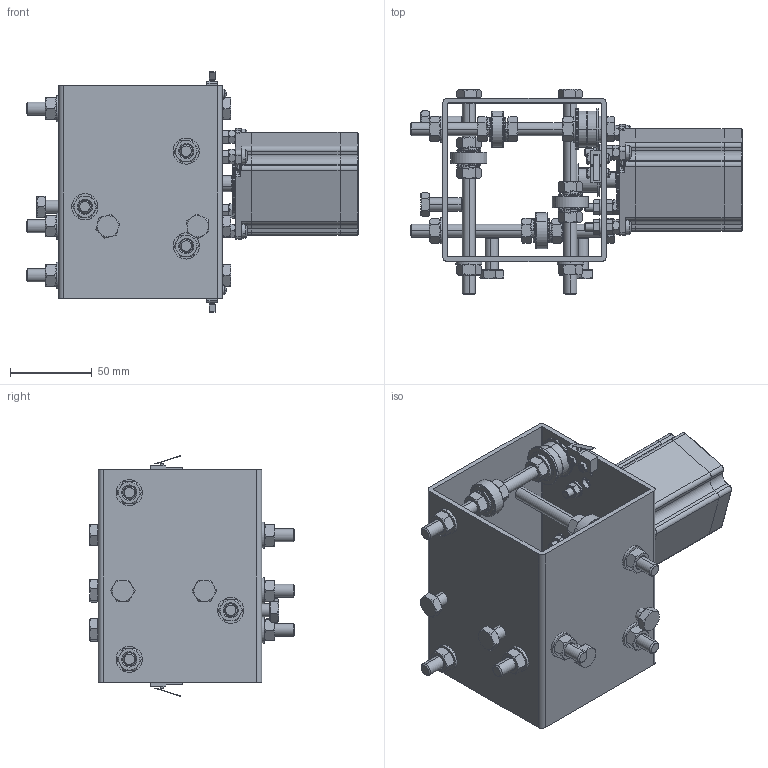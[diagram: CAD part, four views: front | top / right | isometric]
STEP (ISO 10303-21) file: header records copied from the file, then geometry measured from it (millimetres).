
FILE_DESCRIPTION (( 'STEP AP214' ), '1' );
FILE_NAME ('Trolley Y1.STEP', '2016-06-13T07:35:44', ( '' ), ( '' ), 'SwSTEP 2.0', 'SolidWorks 2016', '' );
FILE_SCHEMA (( 'AUTOMOTIVE_DESIGN' ));
Length unit declared in the file: millimetre
Products named in the file (17): Beam Short Y1; Timing pulley; DIN 934 M8 8.8; DIN 127 8.5; Bearing F608Z; DIN 934 M5 8.8; NEMA 23 Stepper motor___ _________; Micro switch_D‚faut; DIN 933 M8x20 Grade A 8.8; Bearing 608ZZ; DIN 934 M3 8.8; Bolt ISO 14583 M3x12; DIN 7985 M5x25 Grade A2f; Washer DIN 125 5.3; DIN 933 M8x120 Grade A 8.8; DIN 125 8.4 Grade A; Trolley Y1
Assembly tree (95 placements, depth 2):
  Trolley Y1
    Beam Short Y1
    NEMA 23 Stepper motor___ _________
    Timing pulley
    Micro switch_D‚faut  x2
    Bearing F608Z  x4
    Bearing 608ZZ  x6
    DIN 933 M8x120 Grade A 8.8  x6
    DIN 933 M8x20 Grade A 8.8  x4
    DIN 7985 M5x25 Grade A2f  x4
    Bolt ISO 14583 M3x12  x4
    DIN 934 M8 8.8  x20
    DIN 934 M5 8.8  x12
    DIN 934 M3 8.8  x4
    DIN 125 8.4 Grade A  x10
    Washer DIN 125 5.3  x4
    DIN 127 8.5  x12
Bounding box: 203 x 125.3 x 147.2 mm (x, y, z)
Volume: 456721.7 mm3; surface area: 220745.7 mm2
Topology: 107 solids, 135 shells, 3008 faces, 6804 edges, 4091 vertices
Faces by surface type: plane 984, cone 800, cylinder 691, torus 273, bspline 252, sphere 8
Entity records: 38433 total; most frequent: CARTESIAN_POINT 11802, DIRECTION 5215, ORIENTED_EDGE 5070, EDGE_CURVE 2537, AXIS2_PLACEMENT_3D 2144, VERTEX_POINT 1532, EDGE_LOOP 1211, CIRCLE 1116
